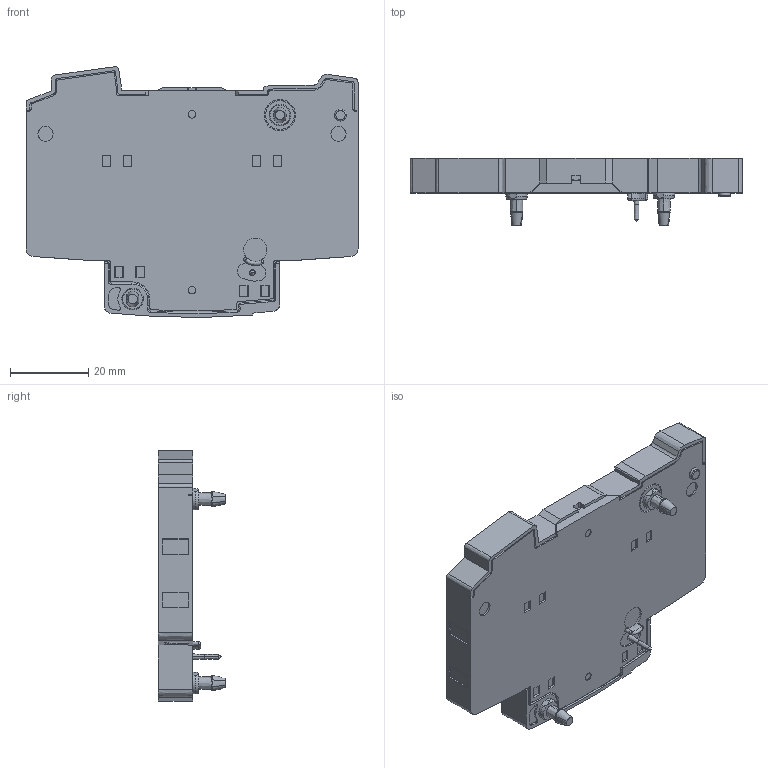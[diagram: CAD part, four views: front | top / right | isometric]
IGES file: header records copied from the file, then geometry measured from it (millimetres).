
Start section:  PTC IGES file: 2cds200936_sw0001.igs
Global section: file name: 2cds200936_sw0001.igs; native system: Pro/ENGINEER by Parametric Technology Corporation; preprocessor: 2009400; author: DEU123737; organization: Unknown; date: 20100726.124133; units: millimetre
Bounding box: 85 x 17.3 x 64.17 mm (x, y, z)
Volume: 39420 mm3; surface area: 12163.4 mm2
Topology: 1 solids, 1 shells, 437 faces, 1135 edges, 737 vertices
Faces by surface type: bspline 437
